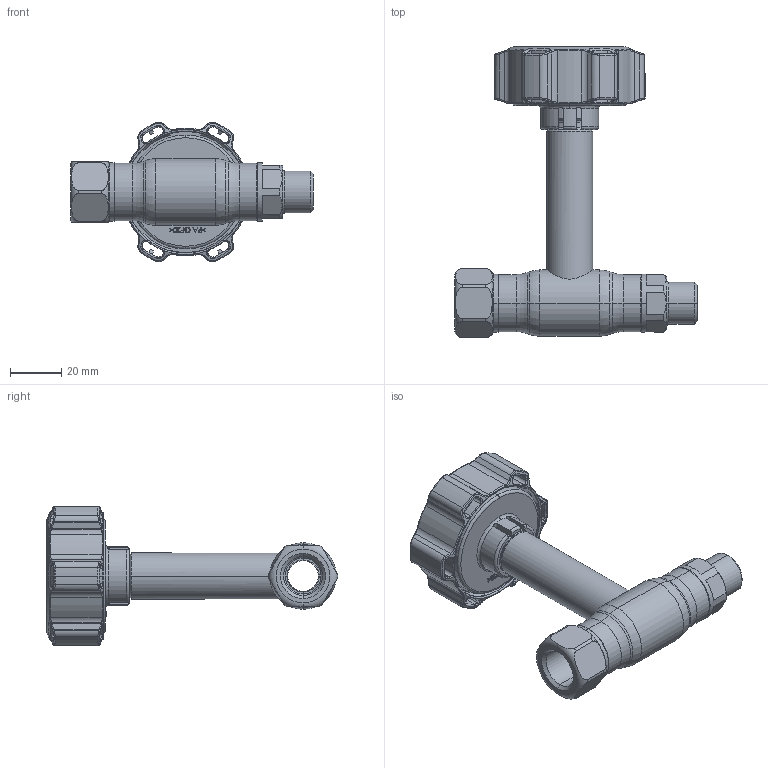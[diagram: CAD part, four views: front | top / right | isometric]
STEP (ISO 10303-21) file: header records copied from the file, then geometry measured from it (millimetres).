
FILE_DESCRIPTION (( 'STEP AP214' ), '1' );
FILE_NAME ('1010002401-1200.step', '2024-01-16T11:11:26', ( '' ), ( '' ), 'SwSTEP 2.0', 'SolidWorks 2021', '' );
FILE_SCHEMA (( 'AUTOMOTIVE_DESIGN' ));
Length unit declared in the file: millimetre
Products named in the file (1): 1010002401-1200
Bounding box: 95 x 113.9 x 54.57 mm (x, y, z)
Surface area: 27005.4 mm2 (no closed solid volume)
Topology: 0 solids, 8 shells, 552 faces, 1555 edges, 992 vertices
Faces by surface type: bspline 171, cylinder 134, plane 112, torus 81, cone 54
Entity records: 33391 total; most frequent: CARTESIAN_POINT 14630, ORIENTED_EDGE 2819, DIRECTION 2249, EDGE_CURVE 1555, VERTEX_POINT 992, AXIS2_PLACEMENT_3D 894, EDGE_LOOP 586, UNCERTAINTY_MEASURE_WITH_UNIT 554
